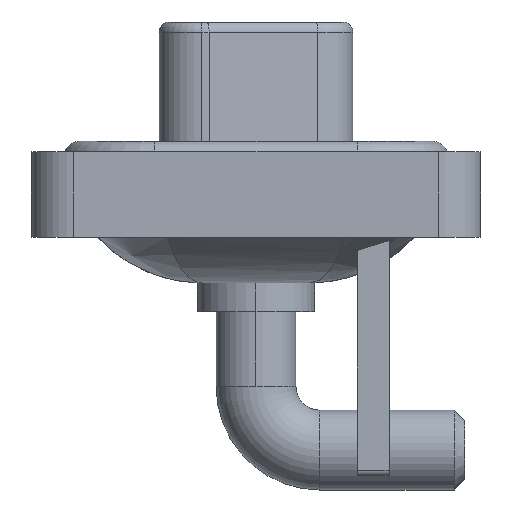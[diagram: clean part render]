
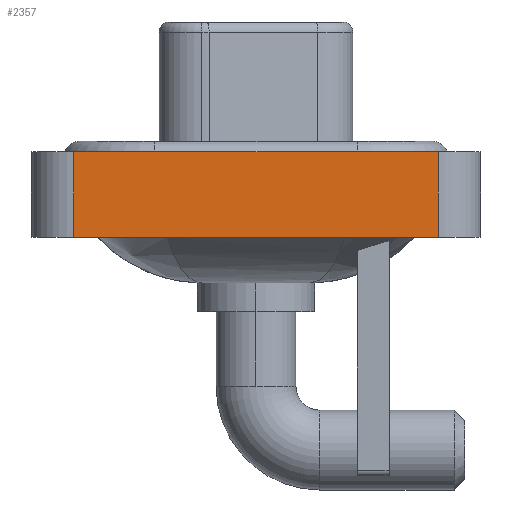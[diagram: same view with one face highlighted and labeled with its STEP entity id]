
A CAD part, left-side view. The second image highlights one B-rep face of the part: STEP entity #2357.
In plain terms, the highlighted planar face has unit normal (-1, 0, 0).
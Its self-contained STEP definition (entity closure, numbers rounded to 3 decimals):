
#51 = DIRECTION ( 'NONE',  ( 0., 0., 1. ) ) ;
#571 = EDGE_CURVE ( 'NONE', #8477, #2989, #910, .T. ) ;
#712 = VECTOR ( 'NONE', #5803, 1000. ) ;
#754 = EDGE_LOOP ( 'NONE', ( #1387, #13491, #4572, #4325 ) ) ;
#910 = LINE ( 'NONE', #7880, #9059 ) ;
#1357 = CARTESIAN_POINT ( 'NONE',  ( -7.3, -8.55, -3.6 ) ) ;
#1387 = ORIENTED_EDGE ( 'NONE', *, *, #11146, .T. ) ;
#2357 = ADVANCED_FACE ( 'NONE', ( #16077 ), #14778, .T. ) ;
#2846 = DIRECTION ( 'NONE',  ( -1., 0., 0. ) ) ;
#2989 = VERTEX_POINT ( 'NONE', #12969 ) ;
#4002 = LINE ( 'NONE', #9240, #6149 ) ;
#4190 = EDGE_CURVE ( 'NONE', #2989, #5176, #4002, .T. ) ;
#4325 = ORIENTED_EDGE ( 'NONE', *, *, #13764, .T. ) ;
#4572 = ORIENTED_EDGE ( 'NONE', *, *, #571, .F. ) ;
#5176 = VERTEX_POINT ( 'NONE', #10448 ) ;
#5708 = CARTESIAN_POINT ( 'NONE',  ( -7.3, -8.55, -3.6 ) ) ;
#5803 = DIRECTION ( 'NONE',  ( 0., -1., 0. ) ) ;
#6149 = VECTOR ( 'NONE', #16195, 1000. ) ;
#6255 = DIRECTION ( 'NONE',  ( 0., 0., 1. ) ) ;
#7107 = LINE ( 'NONE', #12445, #712 ) ;
#7880 = CARTESIAN_POINT ( 'NONE',  ( -7.3, 8.55, -3.6 ) ) ;
#8150 = DIRECTION ( 'NONE',  ( 0., 0., 1. ) ) ;
#8477 = VERTEX_POINT ( 'NONE', #17178 ) ;
#9059 = VECTOR ( 'NONE', #6255, 1000. ) ;
#9240 = CARTESIAN_POINT ( 'NONE',  ( -7.3, -8.55, 0.4 ) ) ;
#9358 = VECTOR ( 'NONE', #51, 1000. ) ;
#10448 = CARTESIAN_POINT ( 'NONE',  ( -7.3, -8.55, 0.4 ) ) ;
#10539 = LINE ( 'NONE', #1357, #9358 ) ;
#11146 = EDGE_CURVE ( 'NONE', #13187, #5176, #10539, .T. ) ;
#11289 = AXIS2_PLACEMENT_3D ( 'NONE', #5708, #2846, #8150 ) ;
#12233 = CARTESIAN_POINT ( 'NONE',  ( -7.3, -8.55, -3.6 ) ) ;
#12445 = CARTESIAN_POINT ( 'NONE',  ( -7.3, -8.55, -3.6 ) ) ;
#12969 = CARTESIAN_POINT ( 'NONE',  ( -7.3, 8.55, 0.4 ) ) ;
#13187 = VERTEX_POINT ( 'NONE', #12233 ) ;
#13491 = ORIENTED_EDGE ( 'NONE', *, *, #4190, .F. ) ;
#13764 = EDGE_CURVE ( 'NONE', #8477, #13187, #7107, .T. ) ;
#14778 = PLANE ( 'NONE',  #11289 ) ;
#16077 = FACE_OUTER_BOUND ( 'NONE', #754, .T. ) ;
#16195 = DIRECTION ( 'NONE',  ( 0., -1., 0. ) ) ;
#17178 = CARTESIAN_POINT ( 'NONE',  ( -7.3, 8.55, -3.6 ) ) ;
